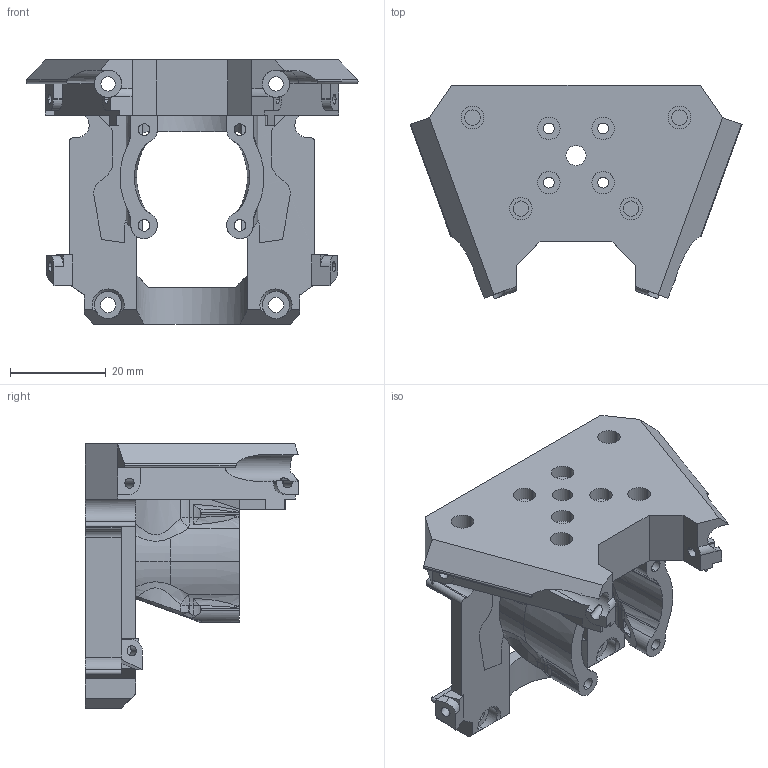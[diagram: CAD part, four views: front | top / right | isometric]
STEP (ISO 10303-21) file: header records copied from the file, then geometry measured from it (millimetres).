
FILE_DESCRIPTION(/* description */ ('STEP AP242','CAx-IF Rec.Pracs.---Representation and Presentation of Product Manufacturing Information (PMI)---4.0---2014-10-13','CAx-IF Rec.Pracs.---3D Tessellated Geometry---0.4---2014-09-14','2;1'),/* implementation_level */ '2;1');
FILE_NAME(/* name */ '65385af2cd1c704aa425313f',/* time_stamp */ '2023-10-25T00:01:55Z',/* author */ (''),/* organization */ (''),/* preprocessor_version */ 'ST-DEVELOPER v19.4',/* originating_system */ ' ',/* authorisation */ ' ');
FILE_SCHEMA (('AP242_MANAGED_MODEL_BASED_3D_ENGINEERING_MIM_LF { 1 0 10303 442 1 1 4 }'));
Length unit declared in the file: metre
Products named in the file (1): Rapido
Bounding box: 69.25 x 44.51 x 55.12 mm (x, y, z)
Volume: 28743 mm3; surface area: 16312.5 mm2
Topology: 1 solids, 4 shells, 448 faces, 1278 edges, 848 vertices
Faces by surface type: cylinder 190, plane 161, bspline 71, torus 20, cone 6
Entity records: 16950 total; most frequent: CARTESIAN_POINT 5681, ORIENTED_EDGE 2556, DIRECTION 2108, EDGE_CURVE 1278, VERTEX_POINT 848, AXIS2_PLACEMENT_3D 789, LINE 530, VECTOR 530
